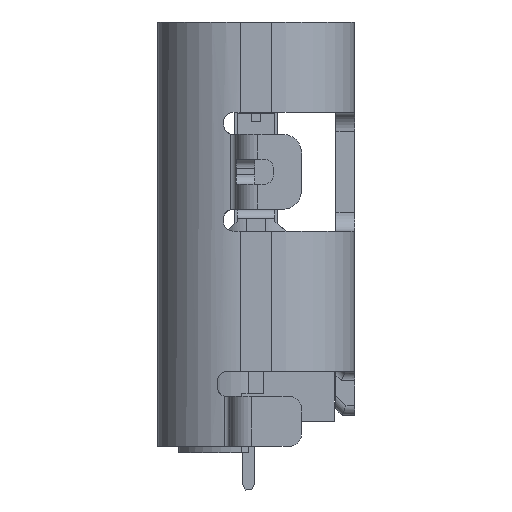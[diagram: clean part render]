
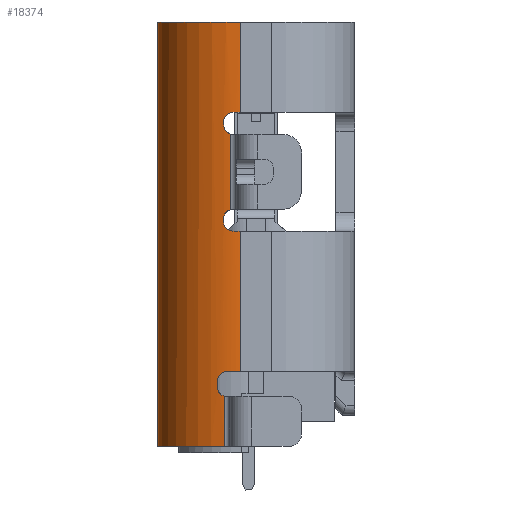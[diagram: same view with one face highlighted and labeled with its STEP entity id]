
A CAD part, left-side view. The second image highlights one B-rep face of the part: STEP entity #18374.
In plain terms, the highlighted cylindrical face has radius 1.33 mm (diameter 2.66 mm), a partial arc.
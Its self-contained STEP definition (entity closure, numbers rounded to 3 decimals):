
#918=B_SPLINE_CURVE_WITH_KNOTS('',3,(#31848,#31849,#31850,#31851),
 .UNSPECIFIED.,.F.,.F.,(4,4),(0.,0.),
 .UNSPECIFIED.);
#928=B_SPLINE_CURVE_WITH_KNOTS('',3,(#32301,#32302,#32303,#32304),
 .UNSPECIFIED.,.F.,.F.,(4,4),(0.,0.),
 .UNSPECIFIED.);
#931=B_SPLINE_CURVE_WITH_KNOTS('',3,(#32317,#32318,#32319,#32320),
 .UNSPECIFIED.,.F.,.F.,(4,4),(0.,0.),.UNSPECIFIED.);
#935=B_SPLINE_CURVE_WITH_KNOTS('',3,(#32525,#32526,#32527,#32528),
 .UNSPECIFIED.,.F.,.F.,(4,4),(0.,0.),
 .UNSPECIFIED.);
#938=B_SPLINE_CURVE_WITH_KNOTS('',3,(#32662,#32663,#32664,#32665),
 .UNSPECIFIED.,.F.,.F.,(4,4),(0.,0.),.UNSPECIFIED.);
#953=B_SPLINE_CURVE_WITH_KNOTS('',3,(#32813,#32814,#32815,#32816),
 .UNSPECIFIED.,.F.,.F.,(4,4),(0.,0.),
 .UNSPECIFIED.);
#1164=LINE('',#31140,#3329);
#1381=LINE('',#31837,#3546);
#1446=LINE('',#32013,#3611);
#1448=LINE('',#32017,#3613);
#1463=LINE('',#32046,#3628);
#1477=LINE('',#32095,#3642);
#1493=LINE('',#32139,#3658);
#1507=LINE('',#32200,#3672);
#3329=VECTOR('',#25768,1000.);
#3546=VECTOR('',#26309,1000.);
#3611=VECTOR('',#26470,1000.);
#3613=VECTOR('',#26474,1000.);
#3628=VECTOR('',#26497,1000.);
#3642=VECTOR('',#26531,1000.);
#3658=VECTOR('',#26577,1000.);
#3672=VECTOR('',#26627,1000.);
#7335=ORIENTED_EDGE('',*,*,#11502,.F.);
#7336=ORIENTED_EDGE('',*,*,#11692,.F.);
#7337=ORIENTED_EDGE('',*,*,#11036,.F.);
#7338=ORIENTED_EDGE('',*,*,#11356,.F.);
#7339=ORIENTED_EDGE('',*,*,#11522,.F.);
#7340=ORIENTED_EDGE('',*,*,#11352,.F.);
#7341=ORIENTED_EDGE('',*,*,#11680,.F.);
#7342=ORIENTED_EDGE('',*,*,#11457,.F.);
#7343=ORIENTED_EDGE('',*,*,#11541,.F.);
#7344=ORIENTED_EDGE('',*,*,#11479,.F.);
#7345=ORIENTED_EDGE('',*,*,#11578,.F.);
#7346=ORIENTED_EDGE('',*,*,#11440,.F.);
#7347=ORIENTED_EDGE('',*,*,#11739,.F.);
#7348=ORIENTED_EDGE('',*,*,#11334,.F.);
#7349=ORIENTED_EDGE('',*,*,#11528,.F.);
#7350=ORIENTED_EDGE('',*,*,#11269,.F.);
#7351=ORIENTED_EDGE('',*,*,#11758,.F.);
#7352=ORIENTED_EDGE('',*,*,#11438,.F.);
#7353=ORIENTED_EDGE('',*,*,#11583,.F.);
#11036=EDGE_CURVE('',#13727,#13728,#1164,.T.);
#11269=EDGE_CURVE('',#13889,#13890,#15339,.T.);
#11334=EDGE_CURVE('',#13927,#13929,#15356,.T.);
#11352=EDGE_CURVE('',#13939,#13940,#1381,.T.);
#11356=EDGE_CURVE('',#13942,#13727,#918,.T.);
#11438=EDGE_CURVE('',#13986,#13987,#1446,.T.);
#11440=EDGE_CURVE('',#13988,#13989,#1448,.T.);
#11457=EDGE_CURVE('',#13997,#13998,#1463,.T.);
#11479=EDGE_CURVE('',#14010,#14011,#1477,.T.);
#11502=EDGE_CURVE('',#14024,#14025,#1493,.T.);
#11522=EDGE_CURVE('',#13940,#13942,#15400,.T.);
#11528=EDGE_CURVE('',#13890,#13927,#1507,.T.);
#11541=EDGE_CURVE('',#14011,#13997,#15407,.T.);
#11578=EDGE_CURVE('',#13989,#14010,#928,.T.);
#11583=EDGE_CURVE('',#14025,#13986,#931,.T.);
#11680=EDGE_CURVE('',#13998,#13939,#15445,.T.);
#11692=EDGE_CURVE('',#13728,#14024,#935,.T.);
#11739=EDGE_CURVE('',#13929,#13988,#938,.T.);
#11758=EDGE_CURVE('',#13987,#13889,#953,.T.);
#13727=VERTEX_POINT('',#31139);
#13728=VERTEX_POINT('',#31141);
#13889=VERTEX_POINT('',#31601);
#13890=VERTEX_POINT('',#31603);
#13927=VERTEX_POINT('',#31801);
#13929=VERTEX_POINT('',#31804);
#13939=VERTEX_POINT('',#31836);
#13940=VERTEX_POINT('',#31838);
#13942=VERTEX_POINT('',#31847);
#13986=VERTEX_POINT('',#32012);
#13987=VERTEX_POINT('',#32014);
#13988=VERTEX_POINT('',#32018);
#13989=VERTEX_POINT('',#32019);
#13997=VERTEX_POINT('',#32045);
#13998=VERTEX_POINT('',#32047);
#14010=VERTEX_POINT('',#32094);
#14011=VERTEX_POINT('',#32096);
#14024=VERTEX_POINT('',#32140);
#14025=VERTEX_POINT('',#32141);
#15339=CIRCLE('',#23996,1.33);
#15356=CIRCLE('',#24035,1.33);
#15400=CIRCLE('',#24137,1.33);
#15407=CIRCLE('',#24154,1.33);
#15445=CIRCLE('',#24255,1.33);
#16006=EDGE_LOOP('',(#7335,#7336,#7337,#7338,#7339,#7340,#7341,#7342,#7343,
#7344,#7345,#7346,#7347,#7348,#7349,#7350,#7351,#7352,#7353));
#17072=FACE_BOUND('',#16006,.T.);
#17930=CYLINDRICAL_SURFACE('',#24376,1.33);
#18374=ADVANCED_FACE('',(#17072),#17930,.T.);
#23996=AXIS2_PLACEMENT_3D('',#31602,#26154,#26155);
#24035=AXIS2_PLACEMENT_3D('',#31803,#26275,#26276);
#24137=AXIS2_PLACEMENT_3D('',#32190,#26613,#26614);
#24154=AXIS2_PLACEMENT_3D('',#32224,#26659,#26660);
#24255=AXIS2_PLACEMENT_3D('',#32502,#26947,#26948);
#24376=AXIS2_PLACEMENT_3D('',#32817,#27229,#27230);
#25768=DIRECTION('',(0.,1.,0.));
#26154=DIRECTION('',(0.,-1.,0.));
#26155=DIRECTION('',(-1.,0.,0.));
#26275=DIRECTION('',(0.,1.,0.));
#26276=DIRECTION('',(0.,0.,-1.));
#26309=DIRECTION('',(0.,1.,0.));
#26470=DIRECTION('',(0.,1.,0.));
#26474=DIRECTION('',(0.,1.,0.));
#26497=DIRECTION('',(0.,-1.,0.));
#26531=DIRECTION('',(0.,1.,0.));
#26577=DIRECTION('',(0.,1.,0.));
#26613=DIRECTION('',(0.,1.,0.));
#26614=DIRECTION('',(0.,0.,1.));
#26627=DIRECTION('',(0.,1.,0.));
#26659=DIRECTION('',(0.,1.,0.));
#26660=DIRECTION('',(0.,0.,1.));
#26947=DIRECTION('',(0.,-1.,0.));
#26948=DIRECTION('',(-1.,0.,0.));
#27229=DIRECTION('',(0.,-1.,0.));
#27230=DIRECTION('',(-1.,0.,0.));
#31139=CARTESIAN_POINT('',(-5.742,-1.8,-1.06));
#31140=CARTESIAN_POINT('',(-5.742,-3.4,-1.06));
#31141=CARTESIAN_POINT('',(-5.742,-1.75,-1.06));
#31601=CARTESIAN_POINT('',(-5.765,-0.05,-1.21));
#31602=CARTESIAN_POINT('',(-4.44,-0.05,-1.33));
#31603=CARTESIAN_POINT('',(-5.77,-0.05,-1.33));
#31801=CARTESIAN_POINT('',(-5.77,2.2,-1.33));
#31803=CARTESIAN_POINT('',(-4.44,2.2,-1.33));
#31804=CARTESIAN_POINT('',(-5.752,2.2,-1.11));
#31836=CARTESIAN_POINT('',(-5.77,-3.4,-1.33));
#31837=CARTESIAN_POINT('',(-5.77,-3.4,-1.33));
#31838=CARTESIAN_POINT('',(-5.77,-1.95,-1.33));
#31847=CARTESIAN_POINT('',(-5.765,-1.95,-1.21));
#31848=CARTESIAN_POINT('',(-5.765,-1.95,-1.21));
#31849=CARTESIAN_POINT('',(-5.757,-1.95,-1.131));
#31850=CARTESIAN_POINT('',(-5.742,-1.88,-1.06));
#31851=CARTESIAN_POINT('',(-5.742,-1.8,-1.06));
#32012=CARTESIAN_POINT('',(-5.742,-0.25,-1.06));
#32013=CARTESIAN_POINT('',(-5.742,-3.4,-1.06));
#32014=CARTESIAN_POINT('',(-5.742,-0.2,-1.06));
#32017=CARTESIAN_POINT('',(-5.717,0.,-0.96));
#32018=CARTESIAN_POINT('',(-5.717,2.35,-0.96));
#32019=CARTESIAN_POINT('',(-5.717,2.45,-0.96));
#32045=CARTESIAN_POINT('',(-4.44,3.4,0.));
#32046=CARTESIAN_POINT('',(-4.44,0.,0.));
#32047=CARTESIAN_POINT('',(-4.44,-3.4,0.));
#32094=CARTESIAN_POINT('',(-5.746,2.597,-1.079));
#32095=CARTESIAN_POINT('',(-5.746,0.,-1.079));
#32096=CARTESIAN_POINT('',(-5.746,3.4,-1.079));
#32139=CARTESIAN_POINT('',(-5.761,0.,-1.172));
#32140=CARTESIAN_POINT('',(-5.761,-1.605,-1.172));
#32141=CARTESIAN_POINT('',(-5.761,-0.395,-1.172));
#32190=CARTESIAN_POINT('',(-4.44,-1.95,-1.33));
#32200=CARTESIAN_POINT('',(-5.77,0.,-1.33));
#32224=CARTESIAN_POINT('',(-4.44,3.4,-1.33));
#32301=CARTESIAN_POINT('',(-5.717,2.45,-0.96));
#32302=CARTESIAN_POINT('',(-5.717,2.52,-0.96));
#32303=CARTESIAN_POINT('',(-5.733,2.583,-1.012));
#32304=CARTESIAN_POINT('',(-5.746,2.597,-1.079));
#32317=CARTESIAN_POINT('',(-5.761,-0.395,-1.172));
#32318=CARTESIAN_POINT('',(-5.753,-0.378,-1.108));
#32319=CARTESIAN_POINT('',(-5.742,-0.317,-1.06));
#32320=CARTESIAN_POINT('',(-5.742,-0.25,-1.06));
#32502=CARTESIAN_POINT('',(-4.44,-3.4,-1.33));
#32525=CARTESIAN_POINT('',(-5.742,-1.75,-1.06));
#32526=CARTESIAN_POINT('',(-5.742,-1.683,-1.06));
#32527=CARTESIAN_POINT('',(-5.753,-1.622,-1.108));
#32528=CARTESIAN_POINT('',(-5.761,-1.605,-1.172));
#32662=CARTESIAN_POINT('',(-5.752,2.2,-1.11));
#32663=CARTESIAN_POINT('',(-5.738,2.2,-1.031));
#32664=CARTESIAN_POINT('',(-5.717,2.27,-0.96));
#32665=CARTESIAN_POINT('',(-5.717,2.35,-0.96));
#32813=CARTESIAN_POINT('',(-5.742,-0.2,-1.06));
#32814=CARTESIAN_POINT('',(-5.742,-0.12,-1.06));
#32815=CARTESIAN_POINT('',(-5.757,-0.05,-1.131));
#32816=CARTESIAN_POINT('',(-5.765,-0.05,-1.21));
#32817=CARTESIAN_POINT('',(-4.44,-3.4,-1.33));
